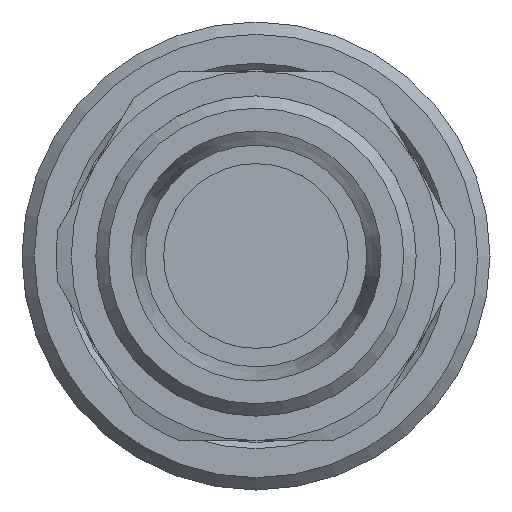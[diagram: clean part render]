
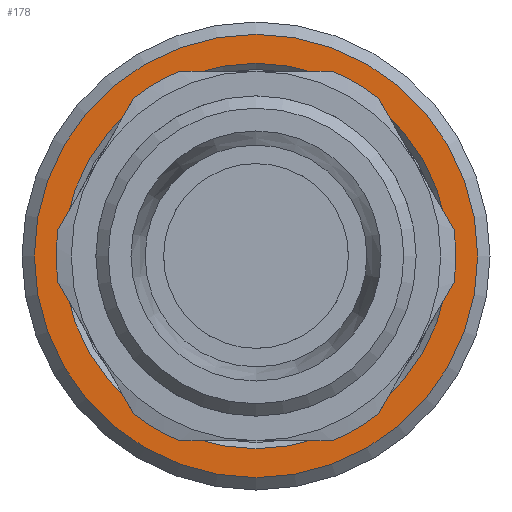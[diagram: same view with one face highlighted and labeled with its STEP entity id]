
A CAD part, left-side view. The second image highlights one B-rep face of the part: STEP entity #178.
In plain terms, the highlighted planar face has unit normal (-1, 0, 0).
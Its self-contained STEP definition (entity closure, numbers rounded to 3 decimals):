
#136=CARTESIAN_POINT('',(-13.407,19.,-15.65));
#137=VERTEX_POINT('',#136);
#138=CARTESIAN_POINT('',(-13.407,19.,0.));
#139=DIRECTION('',(-1.0,0.0,0.0));
#140=DIRECTION('',(0.0,0.0,1.0));
#141=AXIS2_PLACEMENT_3D('',#138,#139,#140);
#142=CIRCLE('',#141,15.65);
#143=EDGE_CURVE('',#137,#137,#142,.T.);
#159=CARTESIAN_POINT('',(-13.407,19.0,-17.075));
#160=DIRECTION('',(-1.0,0.0,0.0));
#161=DIRECTION('',(0.0,-1.0,0.0));
#162=AXIS2_PLACEMENT_3D('',#159,#160,#161);
#163=PLANE('',#162);
#164=CARTESIAN_POINT('',(-13.407,19.0,-18.));
#165=VERTEX_POINT('',#164);
#166=CARTESIAN_POINT('',(-13.407,19.,0.));
#167=DIRECTION('',(1.0,0.0,0.0));
#168=DIRECTION('',(0.0,0.0,1.0));
#169=AXIS2_PLACEMENT_3D('',#166,#167,#168);
#170=CIRCLE('',#169,18.);
#171=EDGE_CURVE('',#165,#165,#170,.T.);
#172=ORIENTED_EDGE('',*,*,#171,.F.);
#173=EDGE_LOOP('',(#172));
#174=FACE_OUTER_BOUND('',#173,.T.);
#175=ORIENTED_EDGE('',*,*,#143,.F.);
#176=EDGE_LOOP('',(#175));
#177=FACE_BOUND('',#176,.T.);
#178=ADVANCED_FACE('',(#174,#177),#163,.T.);
